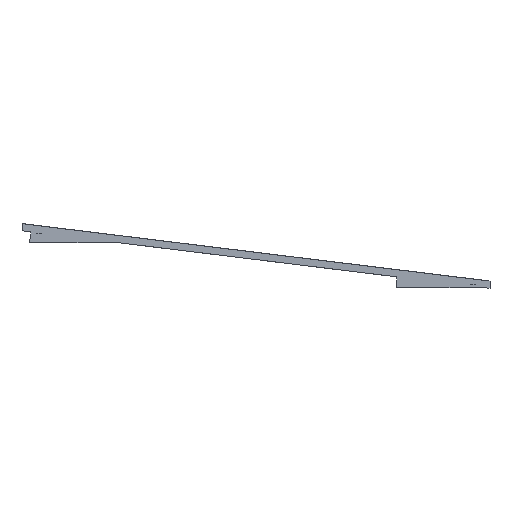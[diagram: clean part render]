
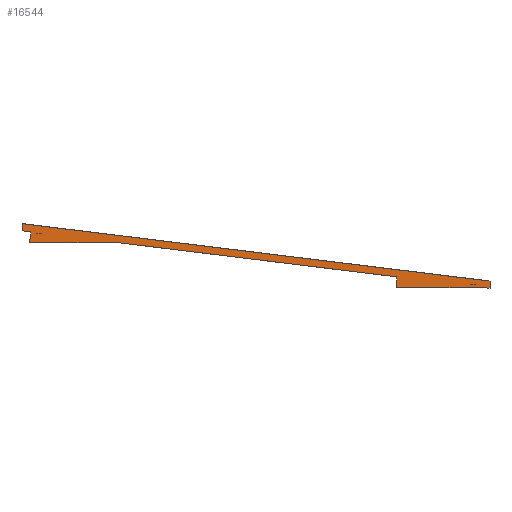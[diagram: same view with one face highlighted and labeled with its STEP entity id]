
A CAD part, front view. The second image highlights one B-rep face of the part: STEP entity #16544.
In plain terms, the highlighted planar face has unit normal (0, -1, 0).
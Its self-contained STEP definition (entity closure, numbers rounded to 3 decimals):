
#2220=FACE_OUTER_BOUND('',#3238,.T.);
#3238=EDGE_LOOP('',(#15313,#15314,#15315,#15316,#15317,#15318,#15319,#15320,
#15321,#15322));
#4834=LINE('',#27768,#6454);
#4837=LINE('',#27774,#6457);
#4839=LINE('',#27778,#6459);
#4842=LINE('',#27783,#6462);
#4847=LINE('',#27791,#6467);
#4850=LINE('',#27797,#6470);
#4853=LINE('',#27802,#6473);
#4856=LINE('',#27807,#6476);
#4857=LINE('',#27809,#6477);
#4858=LINE('',#27811,#6478);
#6454=VECTOR('',#22941,10.);
#6457=VECTOR('',#22946,10.);
#6459=VECTOR('',#22948,10.);
#6462=VECTOR('',#22951,10.);
#6467=VECTOR('',#22958,10.);
#6470=VECTOR('',#22963,10.);
#6473=VECTOR('',#22968,10.);
#6476=VECTOR('',#22973,10.);
#6477=VECTOR('',#22976,10.);
#6478=VECTOR('',#22979,10.);
#8073=VERTEX_POINT('',#27765);
#8074=VERTEX_POINT('',#27767);
#8075=VERTEX_POINT('',#27771);
#8077=VERTEX_POINT('',#27775);
#8078=VERTEX_POINT('',#27777);
#8079=VERTEX_POINT('',#27780);
#8080=VERTEX_POINT('',#27782);
#8082=VERTEX_POINT('',#27790);
#8084=VERTEX_POINT('',#27796);
#8086=VERTEX_POINT('',#27805);
#10474=EDGE_CURVE('',#8073,#8074,#4834,.T.);
#10477=EDGE_CURVE('',#8073,#8075,#4837,.T.);
#10479=EDGE_CURVE('',#8077,#8078,#4839,.T.);
#10482=EDGE_CURVE('',#8079,#8080,#4842,.T.);
#10487=EDGE_CURVE('',#8082,#8075,#4847,.T.);
#10490=EDGE_CURVE('',#8084,#8082,#4850,.T.);
#10493=EDGE_CURVE('',#8080,#8084,#4853,.T.);
#10496=EDGE_CURVE('',#8079,#8086,#4856,.T.);
#10497=EDGE_CURVE('',#8086,#8078,#4857,.T.);
#10498=EDGE_CURVE('',#8074,#8077,#4858,.T.);
#15313=ORIENTED_EDGE('',*,*,#10498,.F.);
#15314=ORIENTED_EDGE('',*,*,#10474,.F.);
#15315=ORIENTED_EDGE('',*,*,#10477,.T.);
#15316=ORIENTED_EDGE('',*,*,#10487,.F.);
#15317=ORIENTED_EDGE('',*,*,#10490,.F.);
#15318=ORIENTED_EDGE('',*,*,#10493,.F.);
#15319=ORIENTED_EDGE('',*,*,#10482,.F.);
#15320=ORIENTED_EDGE('',*,*,#10496,.T.);
#15321=ORIENTED_EDGE('',*,*,#10497,.T.);
#15322=ORIENTED_EDGE('',*,*,#10479,.F.);
#15735=PLANE('',#18159);
#16544=ADVANCED_FACE('',(#2220),#15735,.F.);
#18159=AXIS2_PLACEMENT_3D('',#27813,#22982,#22983);
#22941=DIRECTION('',(-1.,0.,0.));
#22946=DIRECTION('',(0.993,0.,-0.122));
#22948=DIRECTION('',(-0.993,0.,0.122));
#22951=DIRECTION('',(-0.993,0.,0.122));
#22958=DIRECTION('',(0.,0.,-1.));
#22963=DIRECTION('',(0.993,0.,-0.122));
#22968=DIRECTION('',(0.122,0.,0.993));
#22973=DIRECTION('',(-0.122,0.,-0.993));
#22976=DIRECTION('',(1.,0.,0.));
#22979=DIRECTION('',(0.,0.,1.));
#22982=DIRECTION('center_axis',(0.,1.,0.));
#22983=DIRECTION('ref_axis',(1.,0.,0.));
#27765=CARTESIAN_POINT('',(0.,0.,0.));
#27767=CARTESIAN_POINT('',(-24.433,0.,0.));
#27768=CARTESIAN_POINT('',(0.,0.,0.));
#27771=CARTESIAN_POINT('',(1.6,0.,-0.196));
#27774=CARTESIAN_POINT('',(0.,0.,0.));
#27775=CARTESIAN_POINT('',(-24.433,0.,3.));
#27777=CARTESIAN_POINT('',(-101.968,0.,12.52));
#27778=CARTESIAN_POINT('',(0.,0.,0.));
#27780=CARTESIAN_POINT('',(-126.401,0.,15.52));
#27782=CARTESIAN_POINT('',(-128.854,0.,15.821));
#27783=CARTESIAN_POINT('',(0.,0.,0.));
#27790=CARTESIAN_POINT('',(1.6,0.,1.819));
#27791=CARTESIAN_POINT('',(1.6,0.,1.819));
#27796=CARTESIAN_POINT('',(-128.61,0.,17.806));
#27797=CARTESIAN_POINT('',(-128.61,0.,17.806));
#27802=CARTESIAN_POINT('',(-128.854,0.,15.821));
#27805=CARTESIAN_POINT('',(-126.769,0.,12.52));
#27807=CARTESIAN_POINT('',(-126.332,0.,16.082));
#27809=CARTESIAN_POINT('',(-126.769,0.,12.52));
#27811=CARTESIAN_POINT('',(-24.433,0.,-3.748));
#27813=CARTESIAN_POINT('Origin',(-63.627,0.,8.805));
